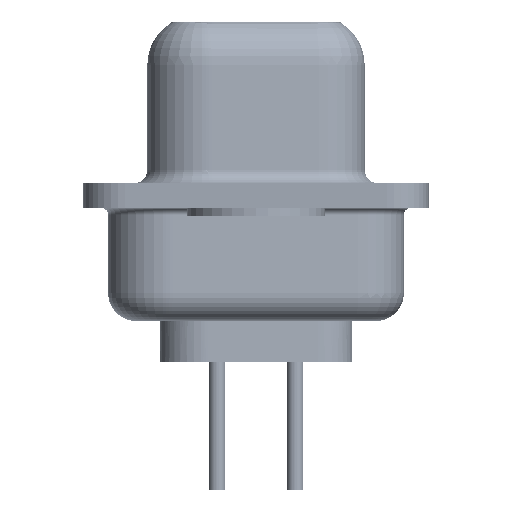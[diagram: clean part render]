
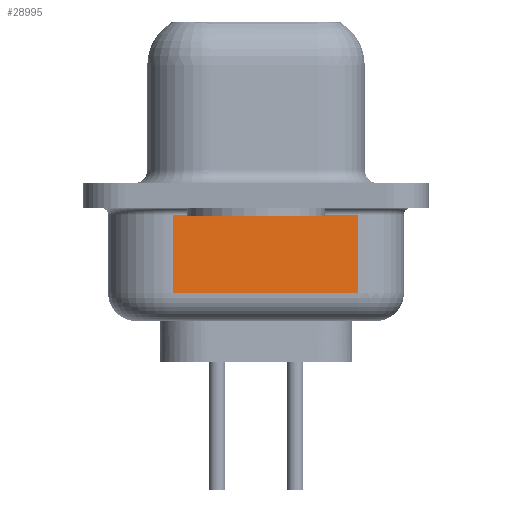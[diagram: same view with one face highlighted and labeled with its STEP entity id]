
A CAD part, left-side view. The second image highlights one B-rep face of the part: STEP entity #28995.
In plain terms, the highlighted planar face has unit normal (-0.985, -0.174, 0).
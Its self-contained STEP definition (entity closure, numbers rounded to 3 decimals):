
#340 = ORIENTED_EDGE ( 'NONE', *, *, #3919, .T. ) ;
#504 = EDGE_LOOP ( 'NONE', ( #15592, #340, #670, #17264 ) ) ;
#670 = ORIENTED_EDGE ( 'NONE', *, *, #12318, .T. ) ;
#819 = VERTEX_POINT ( 'NONE', #16949 ) ;
#1119 = CARTESIAN_POINT ( 'NONE',  ( 4.241, -3.722, -4.55 ) ) ;
#1226 = DIRECTION ( 'NONE',  ( 0., 0., 1. ) ) ;
#3919 = EDGE_CURVE ( 'NONE', #819, #29804, #24137, .T. ) ;
#4006 = VERTEX_POINT ( 'NONE', #10748 ) ;
#5860 = VERTEX_POINT ( 'NONE', #18263 ) ;
#6456 = FACE_OUTER_BOUND ( 'NONE', #504, .T. ) ;
#7462 = DIRECTION ( 'NONE',  ( 0.174, -0.985, 0. ) ) ;
#8132 = LINE ( 'NONE', #10769, #26544 ) ;
#9238 = DIRECTION ( 'NONE',  ( 0., 0., 1. ) ) ;
#10631 = CARTESIAN_POINT ( 'NONE',  ( 3.05, 3.028, -0.7 ) ) ;
#10748 = CARTESIAN_POINT ( 'NONE',  ( 4.241, -3.722, -0.7 ) ) ;
#10769 = CARTESIAN_POINT ( 'NONE',  ( 3.05, 3.028, -4.55 ) ) ;
#11010 = DIRECTION ( 'NONE',  ( 0.985, 0.174, 0. ) ) ;
#11631 = CARTESIAN_POINT ( 'NONE',  ( 3.05, 3.028, -4.55 ) ) ;
#12183 = CARTESIAN_POINT ( 'NONE',  ( 3.05, 3.028, -3.55 ) ) ;
#12318 = EDGE_CURVE ( 'NONE', #29804, #4006, #22770, .T. ) ;
#13481 = VECTOR ( 'NONE', #9238, 1000. ) ;
#14308 = VECTOR ( 'NONE', #7462, 1000. ) ;
#15592 = ORIENTED_EDGE ( 'NONE', *, *, #29257, .F. ) ;
#16949 = CARTESIAN_POINT ( 'NONE',  ( 3.05, 3.028, -3.55 ) ) ;
#17264 = ORIENTED_EDGE ( 'NONE', *, *, #21888, .T. ) ;
#17850 = DIRECTION ( 'NONE',  ( -0.174, 0.985, 0. ) ) ;
#18121 = VECTOR ( 'NONE', #17850, 1000. ) ;
#18263 = CARTESIAN_POINT ( 'NONE',  ( 3.05, 3.028, -0.7 ) ) ;
#20589 = DIRECTION ( 'NONE',  ( -0.174, 0.985, 0. ) ) ;
#21888 = EDGE_CURVE ( 'NONE', #4006, #5860, #25083, .T. ) ;
#22770 = LINE ( 'NONE', #1119, #13481 ) ;
#22947 = PLANE ( 'NONE',  #26022 ) ;
#24137 = LINE ( 'NONE', #12183, #14308 ) ;
#25083 = LINE ( 'NONE', #10631, #18121 ) ;
#26022 = AXIS2_PLACEMENT_3D ( 'NONE', #11631, #11010, #20589 ) ;
#26544 = VECTOR ( 'NONE', #1226, 1000. ) ;
#26738 = CARTESIAN_POINT ( 'NONE',  ( 4.241, -3.722, -3.55 ) ) ;
#28995 = ADVANCED_FACE ( 'NONE', ( #6456 ), #22947, .F. ) ;
#29257 = EDGE_CURVE ( 'NONE', #819, #5860, #8132, .T. ) ;
#29804 = VERTEX_POINT ( 'NONE', #26738 ) ;
